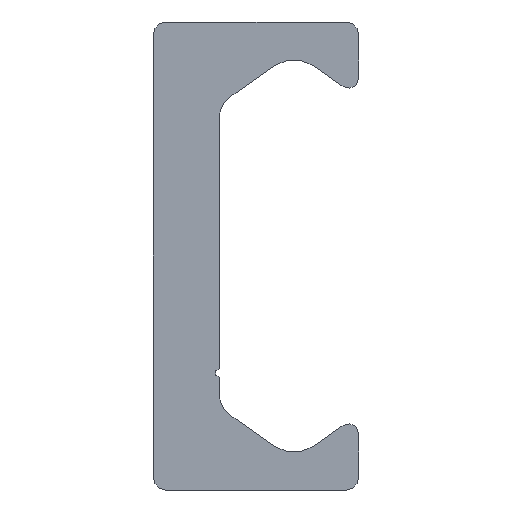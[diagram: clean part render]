
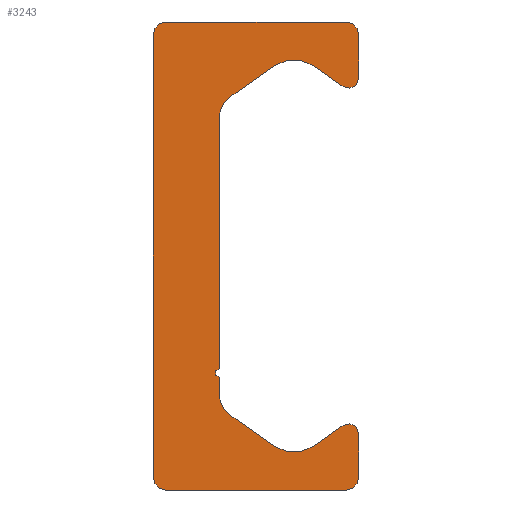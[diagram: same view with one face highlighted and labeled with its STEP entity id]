
A CAD part, left-side view. The second image highlights one B-rep face of the part: STEP entity #3243.
In plain terms, the highlighted planar face has unit normal (-1, 0, 0).
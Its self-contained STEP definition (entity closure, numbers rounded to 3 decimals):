
#2328=CARTESIAN_POINT('',(0.0,5.4,-14.));
#2329=VERTEX_POINT('',#2328);
#2336=CARTESIAN_POINT('',(0.0,6.15,-13.25));
#2337=VERTEX_POINT('',#2336);
#2338=CARTESIAN_POINT('',(0.0,5.4,-13.25));
#2339=DIRECTION('',(1.0,0.0,0.0));
#2340=DIRECTION('',(0.0,0.0,-1.0));
#2341=AXIS2_PLACEMENT_3D('',#2338,#2339,#2340);
#2342=CIRCLE('',#2341,0.75);
#2343=EDGE_CURVE('',#2329,#2337,#2342,.T.);
#2367=CARTESIAN_POINT('',(0.0,-5.4,-14.));
#2368=VERTEX_POINT('',#2367);
#2375=CARTESIAN_POINT('',(0.0,-5.4,-14.));
#2376=DIRECTION('',(0.0,1.0,0.0));
#2377=VECTOR('',#2376,10.8);
#2378=LINE('',#2375,#2377);
#2379=EDGE_CURVE('',#2368,#2329,#2378,.T.);
#2399=CARTESIAN_POINT('',(0.0,-6.15,-13.25));
#2400=VERTEX_POINT('',#2399);
#2407=CARTESIAN_POINT('',(0.0,-5.4,-13.25));
#2408=DIRECTION('',(1.0,0.0,0.0));
#2409=DIRECTION('',(0.0,-1.0,0.0));
#2410=AXIS2_PLACEMENT_3D('',#2407,#2408,#2409);
#2411=CIRCLE('',#2410,0.75);
#2412=EDGE_CURVE('',#2400,#2368,#2411,.T.);
#2431=CARTESIAN_POINT('',(0.0,-6.15,-10.63));
#2432=VERTEX_POINT('',#2431);
#2439=CARTESIAN_POINT('',(0.0,-6.15,-10.63));
#2440=DIRECTION('',(0.0,0.0,-1.0));
#2441=VECTOR('',#2440,2.62);
#2442=LINE('',#2439,#2441);
#2443=EDGE_CURVE('',#2432,#2400,#2442,.T.);
#2463=CARTESIAN_POINT('',(0.0,-5.206,-10.139));
#2464=VERTEX_POINT('',#2463);
#2471=CARTESIAN_POINT('',(0.0,-5.55,-10.63));
#2472=DIRECTION('',(1.0,0.0,0.0));
#2473=DIRECTION('',(0.0,0.574,0.819));
#2474=AXIS2_PLACEMENT_3D('',#2471,#2472,#2473);
#2475=CIRCLE('',#2474,0.6);
#2476=EDGE_CURVE('',#2464,#2432,#2475,.T.);
#2495=CARTESIAN_POINT('',(0.0,-3.417,-11.391));
#2496=VERTEX_POINT('',#2495);
#2503=CARTESIAN_POINT('',(0.0,-3.417,-11.391));
#2504=DIRECTION('',(0.0,-0.819,0.574));
#2505=VECTOR('',#2504,2.184);
#2506=LINE('',#2503,#2505);
#2507=EDGE_CURVE('',#2496,#2464,#2506,.T.);
#2527=CARTESIAN_POINT('',(0.0,-1.123,-11.391));
#2528=VERTEX_POINT('',#2527);
#2535=CARTESIAN_POINT('',(0.0,-2.27,-9.753));
#2536=DIRECTION('',(-1.0,0.0,0.0));
#2537=DIRECTION('',(0.0,0.574,0.819));
#2538=AXIS2_PLACEMENT_3D('',#2535,#2536,#2537);
#2539=CIRCLE('',#2538,2.0);
#2540=EDGE_CURVE('',#2528,#2496,#2539,.T.);
#2559=CARTESIAN_POINT('',(0.0,1.56,-9.512));
#2560=VERTEX_POINT('',#2559);
#2567=CARTESIAN_POINT('',(0.0,1.56,-9.512));
#2568=DIRECTION('',(0.0,-0.819,-0.574));
#2569=VECTOR('',#2568,3.276);
#2570=LINE('',#2567,#2569);
#2571=EDGE_CURVE('',#2560,#2528,#2570,.T.);
#2591=CARTESIAN_POINT('',(0.0,2.2,-8.283));
#2592=VERTEX_POINT('',#2591);
#2599=CARTESIAN_POINT('',(0.0,0.7,-8.283));
#2600=DIRECTION('',(-1.0,0.0,0.0));
#2601=DIRECTION('',(0.0,-0.574,0.819));
#2602=AXIS2_PLACEMENT_3D('',#2599,#2600,#2601);
#2603=CIRCLE('',#2602,1.5);
#2604=EDGE_CURVE('',#2592,#2560,#2603,.T.);
#2623=CARTESIAN_POINT('',(0.0,2.2,-7.25));
#2624=VERTEX_POINT('',#2623);
#2631=CARTESIAN_POINT('',(0.0,2.2,-7.25));
#2632=DIRECTION('',(0.0,0.0,-1.0));
#2633=VECTOR('',#2632,1.033);
#2634=LINE('',#2631,#2633);
#2635=EDGE_CURVE('',#2624,#2592,#2634,.T.);
#2655=CARTESIAN_POINT('',(0.0,2.2,-6.75));
#2656=VERTEX_POINT('',#2655);
#2663=CARTESIAN_POINT('',(0.0,2.2,-7.));
#2664=DIRECTION('',(-1.0,0.0,0.0));
#2665=DIRECTION('',(0.0,0.0,1.0));
#2666=AXIS2_PLACEMENT_3D('',#2663,#2664,#2665);
#2667=CIRCLE('',#2666,0.25);
#2668=EDGE_CURVE('',#2656,#2624,#2667,.T.);
#2687=CARTESIAN_POINT('',(0.0,2.2,8.283));
#2688=VERTEX_POINT('',#2687);
#2695=CARTESIAN_POINT('',(0.0,2.2,8.283));
#2696=DIRECTION('',(0.0,0.0,-1.0));
#2697=VECTOR('',#2696,15.033);
#2698=LINE('',#2695,#2697);
#2699=EDGE_CURVE('',#2688,#2656,#2698,.T.);
#2818=CARTESIAN_POINT('',(0.0,1.56,9.512));
#2819=VERTEX_POINT('',#2818);
#2826=CARTESIAN_POINT('',(0.0,0.7,8.283));
#2827=DIRECTION('',(-1.0,0.0,0.0));
#2828=DIRECTION('',(0.0,-1.0,0.0));
#2829=AXIS2_PLACEMENT_3D('',#2826,#2827,#2828);
#2830=CIRCLE('',#2829,1.5);
#2831=EDGE_CURVE('',#2819,#2688,#2830,.T.);
#2850=CARTESIAN_POINT('',(0.0,-1.123,11.391));
#2851=VERTEX_POINT('',#2850);
#2858=CARTESIAN_POINT('',(0.0,-1.123,11.391));
#2859=DIRECTION('',(0.0,0.819,-0.574));
#2860=VECTOR('',#2859,3.276);
#2861=LINE('',#2858,#2860);
#2862=EDGE_CURVE('',#2851,#2819,#2861,.T.);
#2882=CARTESIAN_POINT('',(0.0,-3.417,11.391));
#2883=VERTEX_POINT('',#2882);
#2890=CARTESIAN_POINT('',(0.0,-2.27,9.753));
#2891=DIRECTION('',(-1.0,0.0,0.0));
#2892=DIRECTION('',(0.0,-0.574,-0.819));
#2893=AXIS2_PLACEMENT_3D('',#2890,#2891,#2892);
#2894=CIRCLE('',#2893,2.0);
#2895=EDGE_CURVE('',#2883,#2851,#2894,.T.);
#2914=CARTESIAN_POINT('',(0.0,-5.206,10.139));
#2915=VERTEX_POINT('',#2914);
#2922=CARTESIAN_POINT('',(0.0,-5.206,10.139));
#2923=DIRECTION('',(0.0,0.819,0.574));
#2924=VECTOR('',#2923,2.184);
#2925=LINE('',#2922,#2924);
#2926=EDGE_CURVE('',#2915,#2883,#2925,.T.);
#2946=CARTESIAN_POINT('',(0.0,-6.15,10.63));
#2947=VERTEX_POINT('',#2946);
#2954=CARTESIAN_POINT('',(0.0,-5.55,10.63));
#2955=DIRECTION('',(1.0,0.0,0.0));
#2956=DIRECTION('',(0.0,-1.0,0.0));
#2957=AXIS2_PLACEMENT_3D('',#2954,#2955,#2956);
#2958=CIRCLE('',#2957,0.6);
#2959=EDGE_CURVE('',#2947,#2915,#2958,.T.);
#2978=CARTESIAN_POINT('',(0.0,-6.15,13.25));
#2979=VERTEX_POINT('',#2978);
#2986=CARTESIAN_POINT('',(0.0,-6.15,13.25));
#2987=DIRECTION('',(0.0,0.0,-1.0));
#2988=VECTOR('',#2987,2.62);
#2989=LINE('',#2986,#2988);
#2990=EDGE_CURVE('',#2979,#2947,#2989,.T.);
#3010=CARTESIAN_POINT('',(0.0,-5.4,14.));
#3011=VERTEX_POINT('',#3010);
#3018=CARTESIAN_POINT('',(0.0,-5.4,13.25));
#3019=DIRECTION('',(1.0,0.0,0.0));
#3020=DIRECTION('',(0.0,0.0,1.0));
#3021=AXIS2_PLACEMENT_3D('',#3018,#3019,#3020);
#3022=CIRCLE('',#3021,0.75);
#3023=EDGE_CURVE('',#3011,#2979,#3022,.T.);
#3042=CARTESIAN_POINT('',(0.0,5.4,14.));
#3043=VERTEX_POINT('',#3042);
#3050=CARTESIAN_POINT('',(0.0,5.4,14.));
#3051=DIRECTION('',(0.0,-1.0,0.0));
#3052=VECTOR('',#3051,10.8);
#3053=LINE('',#3050,#3052);
#3054=EDGE_CURVE('',#3043,#3011,#3053,.T.);
#3074=CARTESIAN_POINT('',(0.0,6.15,13.25));
#3075=VERTEX_POINT('',#3074);
#3082=CARTESIAN_POINT('',(0.0,5.4,13.25));
#3083=DIRECTION('',(1.0,0.0,0.0));
#3084=DIRECTION('',(0.0,1.0,0.0));
#3085=AXIS2_PLACEMENT_3D('',#3082,#3083,#3084);
#3086=CIRCLE('',#3085,0.75);
#3087=EDGE_CURVE('',#3075,#3043,#3086,.T.);
#3105=CARTESIAN_POINT('',(0.0,6.15,-13.25));
#3106=DIRECTION('',(0.0,0.0,1.0));
#3107=VECTOR('',#3106,26.5);
#3108=LINE('',#3105,#3107);
#3109=EDGE_CURVE('',#2337,#3075,#3108,.T.);
#3214=CARTESIAN_POINT('',(0.0,1.352,-0.021));
#3215=DIRECTION('',(1.0,0.0,0.0));
#3216=DIRECTION('',(0.0,0.0,-1.0));
#3217=AXIS2_PLACEMENT_3D('',#3214,#3215,#3216);
#3218=PLANE('',#3217);
#3219=ORIENTED_EDGE('',*,*,#3109,.F.);
#3220=ORIENTED_EDGE('',*,*,#2343,.F.);
#3221=ORIENTED_EDGE('',*,*,#2379,.F.);
#3222=ORIENTED_EDGE('',*,*,#2412,.F.);
#3223=ORIENTED_EDGE('',*,*,#2443,.F.);
#3224=ORIENTED_EDGE('',*,*,#2476,.F.);
#3225=ORIENTED_EDGE('',*,*,#2507,.F.);
#3226=ORIENTED_EDGE('',*,*,#2540,.F.);
#3227=ORIENTED_EDGE('',*,*,#2571,.F.);
#3228=ORIENTED_EDGE('',*,*,#2604,.F.);
#3229=ORIENTED_EDGE('',*,*,#2635,.F.);
#3230=ORIENTED_EDGE('',*,*,#2668,.F.);
#3231=ORIENTED_EDGE('',*,*,#2699,.F.);
#3232=ORIENTED_EDGE('',*,*,#2831,.F.);
#3233=ORIENTED_EDGE('',*,*,#2862,.F.);
#3234=ORIENTED_EDGE('',*,*,#2895,.F.);
#3235=ORIENTED_EDGE('',*,*,#2926,.F.);
#3236=ORIENTED_EDGE('',*,*,#2959,.F.);
#3237=ORIENTED_EDGE('',*,*,#2990,.F.);
#3238=ORIENTED_EDGE('',*,*,#3023,.F.);
#3239=ORIENTED_EDGE('',*,*,#3054,.F.);
#3240=ORIENTED_EDGE('',*,*,#3087,.F.);
#3241=EDGE_LOOP('',(#3219,#3220,#3221,#3222,#3223,#3224,#3225,#3226,#3227,#3228,#3229,#3230,#3231,#3232,#3233,#3234,#3235,#3236,#3237,#3238,#3239,#3240));
#3242=FACE_OUTER_BOUND('',#3241,.T.);
#3243=ADVANCED_FACE('',(#3242),#3218,.F.);
